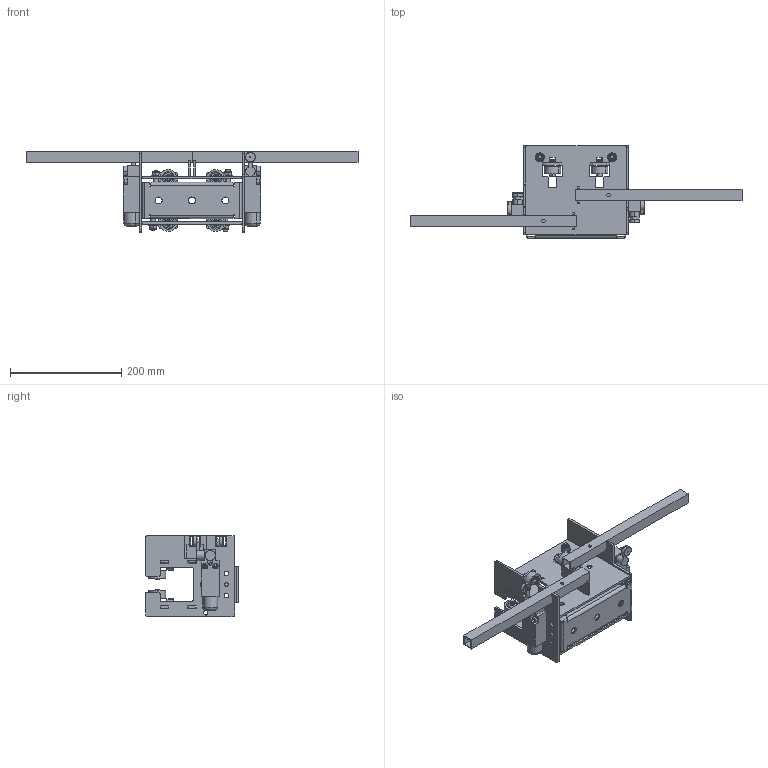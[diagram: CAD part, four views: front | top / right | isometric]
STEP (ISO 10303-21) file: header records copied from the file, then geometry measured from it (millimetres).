
FILE_DESCRIPTION (( 'STEP AP214' ), '1' );
FILE_NAME ('354.001.001_Main_Assembly.STEP', '2019-04-11T13:07:41', ( '' ), ( '' ), 'SwSTEP 2.0', 'SolidWorks 2018', '' );
FILE_SCHEMA (( 'AUTOMOTIVE_DESIGN' ));
Length unit declared in the file: millimetre
Products named in the file (1): 354.001.001_Main_Assembly
Bounding box: 597 x 166.5 x 146.4 mm (x, y, z)
Surface area: 381701.8 mm2 (no closed solid volume)
Topology: 0 solids, 88 shells, 901 faces, 2858 edges, 1994 vertices
Faces by surface type: plane 489, cylinder 288, cone 70, torus 50, bspline 4
Entity records: 42192 total; most frequent: CARTESIAN_POINT 6536, DIRECTION 5556, ORIENTED_EDGE 4743, EDGE_CURVE 2840, VERTEX_POINT 1994, AXIS2_PLACEMENT_3D 1966, VECTOR 1624, LINE 1624
